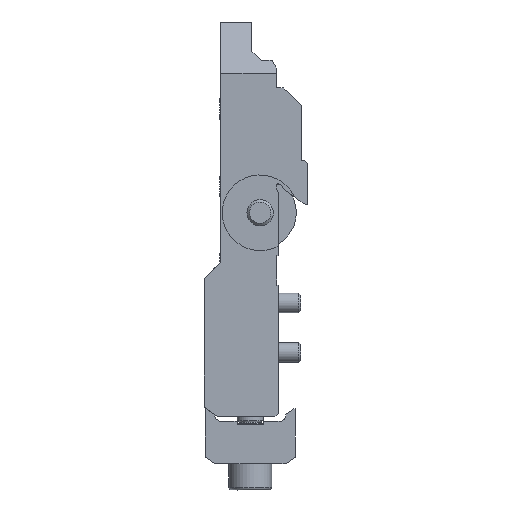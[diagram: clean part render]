
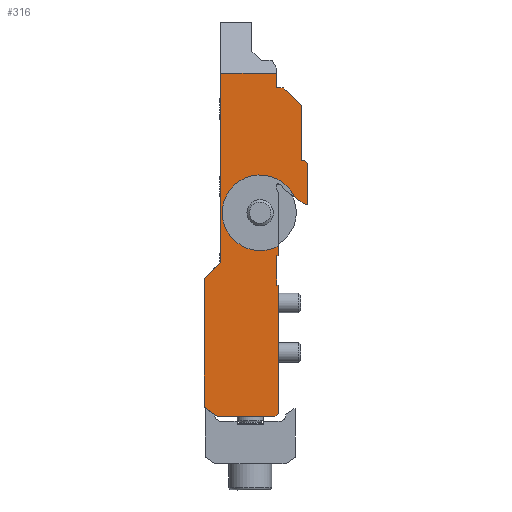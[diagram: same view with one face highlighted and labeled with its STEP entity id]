
A CAD part, front view. The second image highlights one B-rep face of the part: STEP entity #316.
In plain terms, the highlighted planar face has unit normal (0, -1, 0).
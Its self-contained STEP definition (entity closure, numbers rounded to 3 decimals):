
#216=CIRCLE('',#2984,11.5);
#316=ADVANCED_FACE('',(#599),#483,.F.);
#483=PLANE('',#2985);
#599=FACE_OUTER_BOUND('',#718,.T.);
#718=EDGE_LOOP('',(#969,#970,#971,#972,#973,#974,#975,#976,#977,#978,#979,
#980,#981,#982,#983,#984,#985,#986,#987,#988,#989,#990,#991,#992,#993));
#969=ORIENTED_EDGE('',*,*,#2036,.F.);
#970=ORIENTED_EDGE('',*,*,#2038,.T.);
#971=ORIENTED_EDGE('',*,*,#2039,.T.);
#972=ORIENTED_EDGE('',*,*,#2040,.T.);
#973=ORIENTED_EDGE('',*,*,#2041,.F.);
#974=ORIENTED_EDGE('',*,*,#2042,.T.);
#975=ORIENTED_EDGE('',*,*,#2043,.T.);
#976=ORIENTED_EDGE('',*,*,#2044,.F.);
#977=ORIENTED_EDGE('',*,*,#2045,.F.);
#978=ORIENTED_EDGE('',*,*,#2046,.F.);
#979=ORIENTED_EDGE('',*,*,#2047,.F.);
#980=ORIENTED_EDGE('',*,*,#2048,.T.);
#981=ORIENTED_EDGE('',*,*,#2049,.F.);
#982=ORIENTED_EDGE('',*,*,#2050,.F.);
#983=ORIENTED_EDGE('',*,*,#2051,.F.);
#984=ORIENTED_EDGE('',*,*,#2052,.F.);
#985=ORIENTED_EDGE('',*,*,#2053,.T.);
#986=ORIENTED_EDGE('',*,*,#2054,.T.);
#987=ORIENTED_EDGE('',*,*,#2055,.T.);
#988=ORIENTED_EDGE('',*,*,#2056,.T.);
#989=ORIENTED_EDGE('',*,*,#2057,.T.);
#990=ORIENTED_EDGE('',*,*,#2058,.T.);
#991=ORIENTED_EDGE('',*,*,#2059,.T.);
#992=ORIENTED_EDGE('',*,*,#2060,.T.);
#993=ORIENTED_EDGE('',*,*,#2061,.T.);
#1755=VERTEX_POINT('',#4143);
#1756=VERTEX_POINT('',#4145);
#1757=VERTEX_POINT('',#4149);
#1758=VERTEX_POINT('',#4151);
#1759=VERTEX_POINT('',#4153);
#1760=VERTEX_POINT('',#4155);
#1761=VERTEX_POINT('',#4157);
#1762=VERTEX_POINT('',#4159);
#1763=VERTEX_POINT('',#4161);
#1764=VERTEX_POINT('',#4163);
#1765=VERTEX_POINT('',#4165);
#1766=VERTEX_POINT('',#4167);
#1767=VERTEX_POINT('',#4169);
#1768=VERTEX_POINT('',#4171);
#1769=VERTEX_POINT('',#4173);
#1770=VERTEX_POINT('',#4175);
#1771=VERTEX_POINT('',#4177);
#1772=VERTEX_POINT('',#4179);
#1773=VERTEX_POINT('',#4181);
#1774=VERTEX_POINT('',#4183);
#1775=VERTEX_POINT('',#4185);
#1776=VERTEX_POINT('',#4187);
#1777=VERTEX_POINT('',#4189);
#1778=VERTEX_POINT('',#4191);
#1779=VERTEX_POINT('',#4193);
#2036=EDGE_CURVE('',#1755,#1756,#2429,.T.);
#2038=EDGE_CURVE('',#1755,#1757,#2431,.T.);
#2039=EDGE_CURVE('',#1757,#1758,#2432,.T.);
#2040=EDGE_CURVE('',#1758,#1759,#2433,.T.);
#2041=EDGE_CURVE('',#1760,#1759,#2434,.T.);
#2042=EDGE_CURVE('',#1760,#1761,#2435,.T.);
#2043=EDGE_CURVE('',#1761,#1762,#2436,.T.);
#2044=EDGE_CURVE('',#1763,#1762,#2437,.T.);
#2045=EDGE_CURVE('',#1764,#1763,#2438,.T.);
#2046=EDGE_CURVE('',#1765,#1764,#2439,.T.);
#2047=EDGE_CURVE('',#1766,#1765,#2440,.T.);
#2048=EDGE_CURVE('',#1766,#1767,#2441,.T.);
#2049=EDGE_CURVE('',#1768,#1767,#2442,.T.);
#2050=EDGE_CURVE('',#1769,#1768,#2443,.T.);
#2051=EDGE_CURVE('',#1770,#1769,#2444,.T.);
#2052=EDGE_CURVE('',#1771,#1770,#2445,.T.);
#2053=EDGE_CURVE('',#1771,#1772,#2446,.T.);
#2054=EDGE_CURVE('',#1772,#1773,#2447,.T.);
#2055=EDGE_CURVE('',#1773,#1774,#2448,.T.);
#2056=EDGE_CURVE('',#1774,#1775,#2449,.T.);
#2057=EDGE_CURVE('',#1775,#1776,#2450,.T.);
#2058=EDGE_CURVE('',#1776,#1777,#2451,.T.);
#2059=EDGE_CURVE('',#1777,#1778,#216,.T.);
#2060=EDGE_CURVE('',#1778,#1779,#2452,.T.);
#2061=EDGE_CURVE('',#1779,#1756,#2453,.T.);
#2429=LINE('',#4144,#2714);
#2431=LINE('',#4148,#2716);
#2432=LINE('',#4150,#2717);
#2433=LINE('',#4152,#2718);
#2434=LINE('',#4154,#2719);
#2435=LINE('',#4156,#2720);
#2436=LINE('',#4158,#2721);
#2437=LINE('',#4160,#2722);
#2438=LINE('',#4162,#2723);
#2439=LINE('',#4164,#2724);
#2440=LINE('',#4166,#2725);
#2441=LINE('',#4168,#2726);
#2442=LINE('',#4170,#2727);
#2443=LINE('',#4172,#2728);
#2444=LINE('',#4174,#2729);
#2445=LINE('',#4176,#2730);
#2446=LINE('',#4178,#2731);
#2447=LINE('',#4180,#2732);
#2448=LINE('',#4182,#2733);
#2449=LINE('',#4184,#2734);
#2450=LINE('',#4186,#2735);
#2451=LINE('',#4188,#2736);
#2452=LINE('',#4192,#2737);
#2453=LINE('',#4194,#2738);
#2714=VECTOR('',#3289,1.);
#2716=VECTOR('',#3293,1.);
#2717=VECTOR('',#3294,1.);
#2718=VECTOR('',#3295,1.);
#2719=VECTOR('',#3296,1.);
#2720=VECTOR('',#3297,1.);
#2721=VECTOR('',#3298,1.);
#2722=VECTOR('',#3299,1.);
#2723=VECTOR('',#3300,1.);
#2724=VECTOR('',#3301,1.);
#2725=VECTOR('',#3302,1.);
#2726=VECTOR('',#3303,1.);
#2727=VECTOR('',#3304,1.);
#2728=VECTOR('',#3305,1.);
#2729=VECTOR('',#3306,1.);
#2730=VECTOR('',#3307,1.);
#2731=VECTOR('',#3308,1.);
#2732=VECTOR('',#3309,1.);
#2733=VECTOR('',#3310,1.);
#2734=VECTOR('',#3311,1.);
#2735=VECTOR('',#3312,1.);
#2736=VECTOR('',#3313,1.);
#2737=VECTOR('',#3316,1.);
#2738=VECTOR('',#3317,1.);
#2984=AXIS2_PLACEMENT_3D('',#4190,#3314,#3315);
#2985=AXIS2_PLACEMENT_3D('',#4195,#3318,#3319);
#3289=DIRECTION('',(0.,0.,-1.));
#3293=DIRECTION('',(-0.707,0.,0.707));
#3294=DIRECTION('',(-1.,0.,0.));
#3295=DIRECTION('',(0.,0.,1.));
#3296=DIRECTION('',(0.707,0.,-0.707));
#3297=DIRECTION('',(-1.,0.,0.));
#3298=DIRECTION('',(0.,0.,1.));
#3299=DIRECTION('',(0.707,0.,-0.707));
#3300=DIRECTION('',(1.,0.,0.));
#3301=DIRECTION('',(0.,0.,-1.));
#3302=DIRECTION('',(1.,0.,0.));
#3303=DIRECTION('',(0.,0.,-1.));
#3304=DIRECTION('',(0.707,0.,0.707));
#3305=DIRECTION('',(0.,0.,1.));
#3306=DIRECTION('',(-0.819,0.,0.574));
#3307=DIRECTION('',(-1.,0.,0.));
#3308=DIRECTION('',(0.707,0.,0.707));
#3309=DIRECTION('',(0.,0.,1.));
#3310=DIRECTION('',(-1.,0.,0.));
#3311=DIRECTION('',(0.,0.,1.));
#3312=DIRECTION('',(1.,0.,0.));
#3313=DIRECTION('',(0.,0.,1.));
#3314=DIRECTION('',(0.,1.,0.));
#3315=DIRECTION('',(0.,0.,-1.));
#3316=DIRECTION('',(0.819,0.,-0.574));
#3317=DIRECTION('',(1.,0.,0.));
#3318=DIRECTION('',(0.,1.,0.));
#3319=DIRECTION('',(0.,0.,1.));
#4143=CARTESIAN_POINT('',(9.,-33.085,6.737));
#4144=CARTESIAN_POINT('',(9.,-33.085,49.737));
#4145=CARTESIAN_POINT('',(9.,-33.085,-5.763));
#4148=CARTESIAN_POINT('',(9.,-33.085,6.737));
#4149=CARTESIAN_POINT('',(8.,-33.085,7.737));
#4150=CARTESIAN_POINT('',(9.,-33.085,7.737));
#4151=CARTESIAN_POINT('',(7.,-33.085,7.737));
#4152=CARTESIAN_POINT('',(7.,-33.085,7.737));
#4153=CARTESIAN_POINT('',(7.,-33.085,24.237));
#4154=CARTESIAN_POINT('',(1.5,-33.085,29.737));
#4155=CARTESIAN_POINT('',(2.061,-33.085,29.177));
#4156=CARTESIAN_POINT('',(9.,-33.085,29.177));
#4157=CARTESIAN_POINT('',(2.,-33.085,29.177));
#4158=CARTESIAN_POINT('',(2.,-33.085,49.737));
#4159=CARTESIAN_POINT('',(2.,-33.085,29.237));
#4160=CARTESIAN_POINT('',(1.5,-33.085,29.737));
#4161=CARTESIAN_POINT('',(1.5,-33.085,29.737));
#4162=CARTESIAN_POINT('',(-0.5,-33.085,29.737));
#4163=CARTESIAN_POINT('',(-0.5,-33.085,29.737));
#4164=CARTESIAN_POINT('',(-0.5,-33.085,35.737));
#4165=CARTESIAN_POINT('',(-0.5,-33.085,34.149));
#4166=CARTESIAN_POINT('',(-253.35,-33.085,34.149));
#4167=CARTESIAN_POINT('',(-17.5,-33.085,34.149));
#4168=CARTESIAN_POINT('',(-17.5,-33.085,49.737));
#4169=CARTESIAN_POINT('',(-17.5,-33.085,-23.263));
#4170=CARTESIAN_POINT('',(-22.5,-33.085,-28.263));
#4171=CARTESIAN_POINT('',(-22.5,-33.085,-28.263));
#4172=CARTESIAN_POINT('',(-22.5,-33.085,-70.263));
#4173=CARTESIAN_POINT('',(-22.5,-33.085,-67.363));
#4174=CARTESIAN_POINT('',(-18.358,-33.085,-70.263));
#4175=CARTESIAN_POINT('',(-18.358,-33.085,-70.263));
#4176=CARTESIAN_POINT('',(9.,-33.085,-70.263));
#4177=CARTESIAN_POINT('',(-1.,-33.085,-70.263));
#4178=CARTESIAN_POINT('',(-1.,-33.085,-70.263));
#4179=CARTESIAN_POINT('',(0.,-33.085,-69.263));
#4180=CARTESIAN_POINT('',(0.,-33.085,-70.263));
#4181=CARTESIAN_POINT('',(0.,-33.085,-30.263));
#4182=CARTESIAN_POINT('',(0.,-33.085,-30.263));
#4183=CARTESIAN_POINT('',(-0.5,-33.085,-30.263));
#4184=CARTESIAN_POINT('',(-0.5,-33.085,-30.263));
#4185=CARTESIAN_POINT('',(-0.5,-33.085,-21.263));
#4186=CARTESIAN_POINT('',(-0.5,-33.085,-21.263));
#4187=CARTESIAN_POINT('',(0.,-33.085,-21.263));
#4188=CARTESIAN_POINT('',(0.,-33.085,-21.263));
#4189=CARTESIAN_POINT('',(0.,-33.085,-18.362));
#4190=CARTESIAN_POINT('',(-5.5,-33.085,-8.263));
#4191=CARTESIAN_POINT('',(4.953,-33.085,-3.468));
#4192=CARTESIAN_POINT('',(1.774,-33.085,-1.242));
#4193=CARTESIAN_POINT('',(8.23,-33.085,-5.763));
#4194=CARTESIAN_POINT('',(8.23,-33.085,-5.763));
#4195=CARTESIAN_POINT('',(-22.5,-33.085,49.737));
